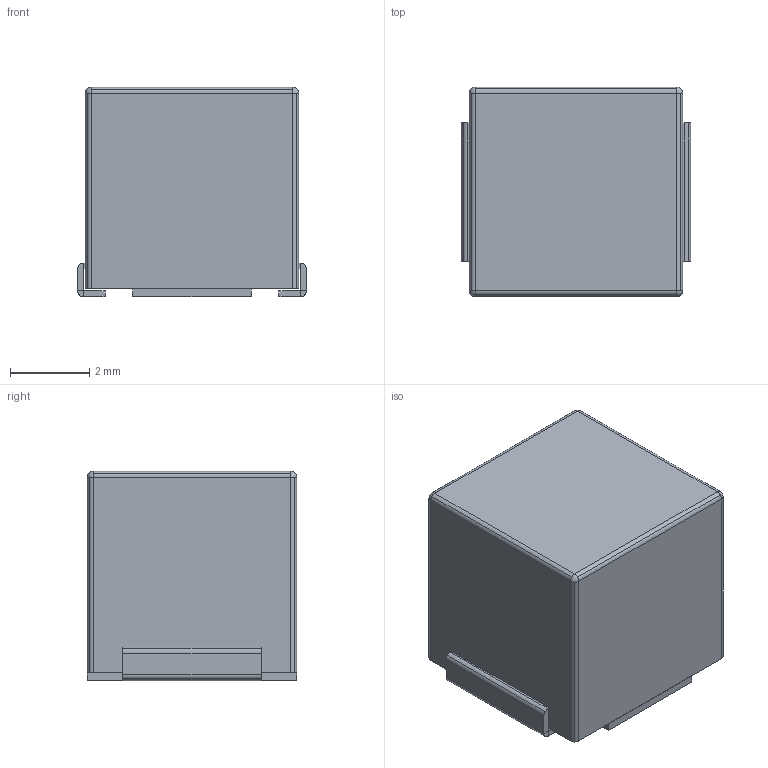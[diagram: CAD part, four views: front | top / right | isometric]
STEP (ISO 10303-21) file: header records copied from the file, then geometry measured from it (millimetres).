
FILE_DESCRIPTION((''),'2;1');
FILE_NAME('INDM5650X530N.stp','2009-07-08T13:11:58',(''),(''),'Mechanical Desktop 2006','Mechanical Desktop 2006',', , ');
FILE_SCHEMA(('AUTOMOTIVE_DESIGN { 1 2 10303 214 0 1 1 1 }'));
Length unit declared in the file: millimetre
Products named in the file (1): Product
Bounding box: 5.8 x 5.3 x 5.3 mm (x, y, z)
Volume: 150.5 mm3; surface area: 227 mm2
Topology: 8 solids, 8 shells, 74 faces, 167 edges, 106 vertices
Faces by surface type: plane 27, cylinder 22, bspline 21, sphere 4
Entity records: 2162 total; most frequent: CARTESIAN_POINT 490, DIRECTION 327, ORIENTED_EDGE 324, EDGE_CURVE 162, AXIS2_PLACEMENT_3D 110, VECTOR 107, LINE 107, VERTEX_POINT 104
